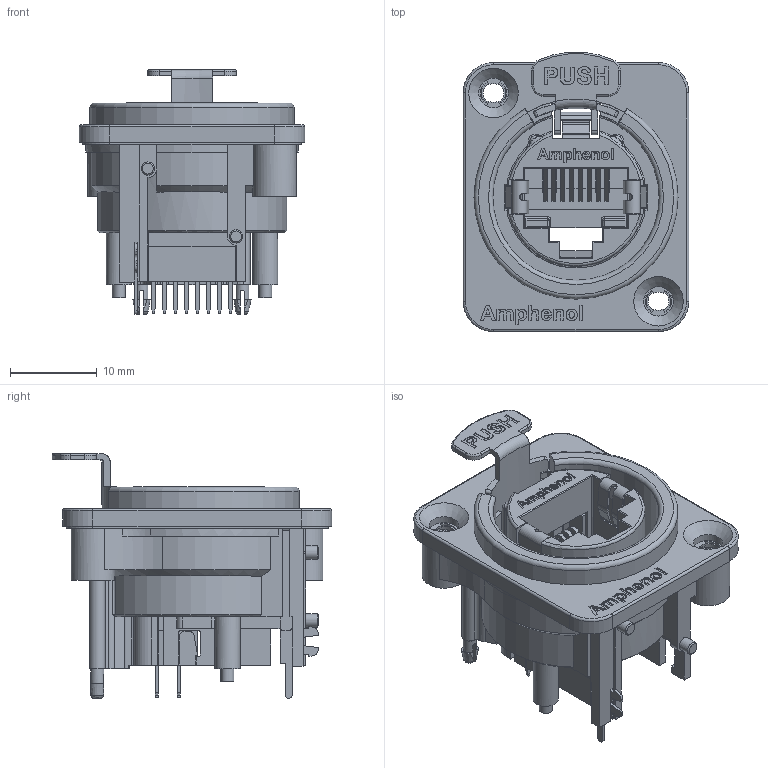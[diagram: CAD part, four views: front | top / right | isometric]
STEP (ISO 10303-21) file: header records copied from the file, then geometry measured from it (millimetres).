
FILE_DESCRIPTION((''),'2;1');
FILE_NAME('XLRnet D shell vertical.stp','2014-12-09T09:55:38',('thien'),(''),'Autodesk Inventor 2012','Autodesk Inventor 2012','');
FILE_SCHEMA(('AUTOMOTIVE_DESIGN { 1 0 10303 214 1 1 1 1 }'));
Length unit declared in the file: millimetre
Products named in the file (2): XLRnet D shell vertical (SubstituteLevelofDetail1); XLRnet D shell vertical_Substitute_2
Assembly tree (1 placements, depth 2):
  XLRnet D shell vertical (SubstituteLevelofDetail1)
    XLRnet D shell vertical_Substitute_2
Bounding box: 26 x 32.18 x 28.2 mm (x, y, z)
Volume: 4975.7 mm3; surface area: 9336.8 mm2
Topology: 2 solids, 4 shells, 1599 faces, 4421 edges, 2845 vertices
Faces by surface type: plane 1032, cylinder 351, bspline 132, torus 54, cone 21, sphere 9
Full cylindrical faces by diameter (mm): 1.5 x2, 1.55 x4, 2.9 x2, 3.4 x2, 5 x1
Entity records: 53558 total; most frequent: CARTESIAN_POINT 11798, ORIENTED_EDGE 8808, DIRECTION 7856, EDGE_CURVE 4404, VECTOR 3164, LINE 3164, VERTEX_POINT 2836, AXIS2_PLACEMENT_3D 2346
